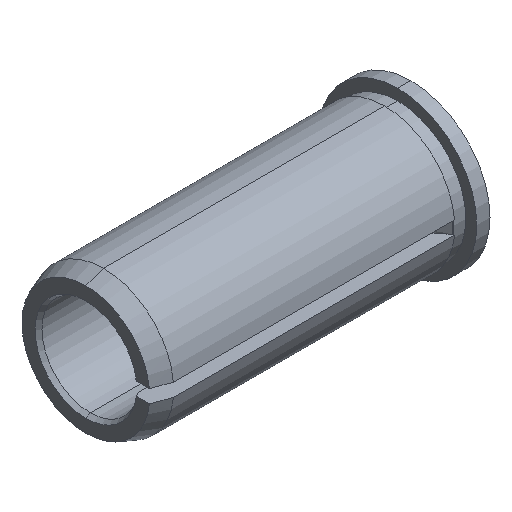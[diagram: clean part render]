
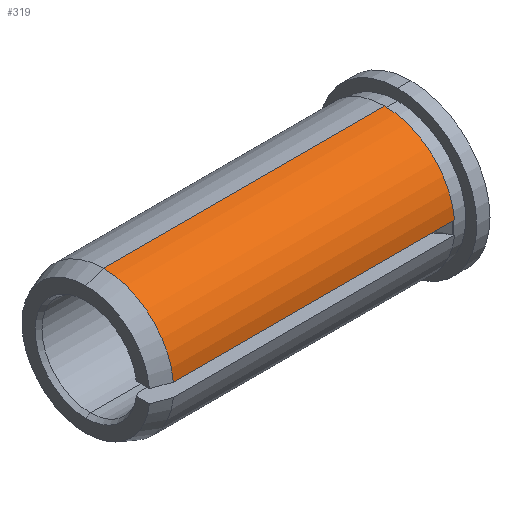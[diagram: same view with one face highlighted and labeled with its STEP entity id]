
A CAD part, isometric view. The second image highlights one B-rep face of the part: STEP entity #319.
In plain terms, the highlighted cylindrical face has radius 8 mm (diameter 16 mm), a partial arc.
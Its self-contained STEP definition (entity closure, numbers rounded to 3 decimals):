
#17 = VERTEX_POINT ( 'NONE', #233 ) ;
#39 = ORIENTED_EDGE ( 'NONE', *, *, #263, .F. ) ;
#44 = CARTESIAN_POINT ( 'NONE',  ( -3., 0., 0. ) ) ;
#84 = DIRECTION ( 'NONE',  ( -1., 0., 0. ) ) ;
#108 = ORIENTED_EDGE ( 'NONE', *, *, #569, .T. ) ;
#138 = VERTEX_POINT ( 'NONE', #656 ) ;
#222 = DIRECTION ( 'NONE',  ( 0., 0., 1. ) ) ;
#226 = CARTESIAN_POINT ( 'NONE',  ( -38.588, -7.965, 0.75 ) ) ;
#233 = CARTESIAN_POINT ( 'NONE',  ( -3., 0., 8. ) ) ;
#263 = EDGE_CURVE ( 'NONE', #642, #493, #686, .T. ) ;
#266 = DIRECTION ( 'NONE',  ( 0., 0., 1. ) ) ;
#270 = VECTOR ( 'NONE', #84, 1000. ) ;
#274 = DIRECTION ( 'NONE',  ( -1., 0., 0. ) ) ;
#276 = CARTESIAN_POINT ( 'NONE',  ( -35., 0., 8. ) ) ;
#315 = ORIENTED_EDGE ( 'NONE', *, *, #519, .F. ) ;
#319 = ADVANCED_FACE ( 'NONE', ( #346 ), #480, .T. ) ;
#333 = AXIS2_PLACEMENT_3D ( 'NONE', #462, #545, #530 ) ;
#346 = FACE_OUTER_BOUND ( 'NONE', #649, .T. ) ;
#462 = CARTESIAN_POINT ( 'NONE',  ( -38.588, 0., 0. ) ) ;
#465 = CARTESIAN_POINT ( 'NONE',  ( -35., 0., 0. ) ) ;
#470 = VECTOR ( 'NONE', #724, 1000. ) ;
#480 = CYLINDRICAL_SURFACE ( 'NONE', #333, 8. ) ;
#482 = AXIS2_PLACEMENT_3D ( 'NONE', #44, #664, #222 ) ;
#492 = CARTESIAN_POINT ( 'NONE',  ( -35., -7.965, 0.75 ) ) ;
#493 = VERTEX_POINT ( 'NONE', #276 ) ;
#519 = EDGE_CURVE ( 'NONE', #138, #642, #624, .T. ) ;
#530 = DIRECTION ( 'NONE',  ( 0., 0., 1. ) ) ;
#545 = DIRECTION ( 'NONE',  ( -1., 0., 0. ) ) ;
#569 = EDGE_CURVE ( 'NONE', #138, #17, #577, .T. ) ;
#577 = CIRCLE ( 'NONE', #482, 8. ) ;
#585 = LINE ( 'NONE', #589, #270 ) ;
#589 = CARTESIAN_POINT ( 'NONE',  ( -38.588, 0., 8. ) ) ;
#624 = LINE ( 'NONE', #226, #470 ) ;
#627 = AXIS2_PLACEMENT_3D ( 'NONE', #465, #274, #266 ) ;
#642 = VERTEX_POINT ( 'NONE', #492 ) ;
#649 = EDGE_LOOP ( 'NONE', ( #108, #717, #39, #315 ) ) ;
#656 = CARTESIAN_POINT ( 'NONE',  ( -3., -7.965, 0.75 ) ) ;
#664 = DIRECTION ( 'NONE',  ( -1., 0., 0. ) ) ;
#686 = CIRCLE ( 'NONE', #627, 8. ) ;
#717 = ORIENTED_EDGE ( 'NONE', *, *, #765, .T. ) ;
#724 = DIRECTION ( 'NONE',  ( -1., 0., 0. ) ) ;
#765 = EDGE_CURVE ( 'NONE', #17, #493, #585, .T. ) ;
